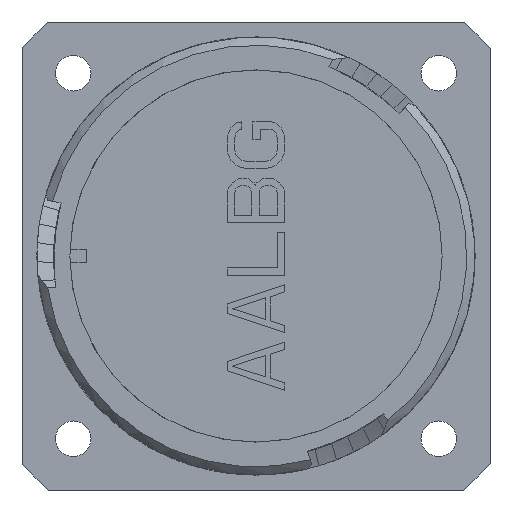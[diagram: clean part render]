
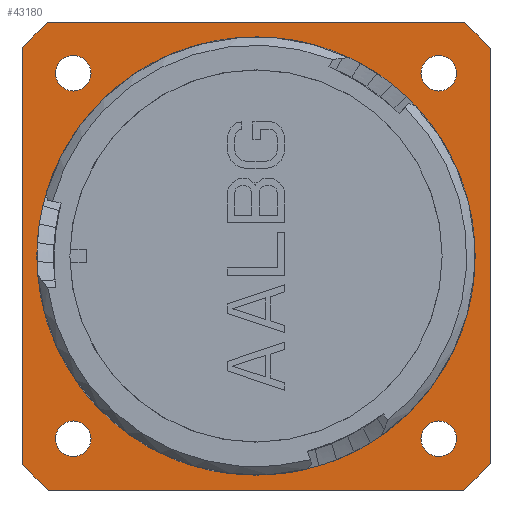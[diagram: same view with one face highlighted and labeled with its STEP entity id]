
A CAD part, left-side view. The second image highlights one B-rep face of the part: STEP entity #43180.
In plain terms, the highlighted planar face has unit normal (-1, 0, 0).
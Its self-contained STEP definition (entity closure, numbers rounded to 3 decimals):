
#593=CARTESIAN_POINT('',(24.05,0.,0.));
#594=DIRECTION('',(1.,0.,0.));
#595=DIRECTION('',(0.,1.,0.));
#596=AXIS2_PLACEMENT_3D('',#593,#594,#595);
#1603=CARTESIAN_POINT('',(24.05,0.,0.));
#1604=DIRECTION('',(-1.,0.,0.));
#1605=DIRECTION('',(0.,1.,0.));
#1606=AXIS2_PLACEMENT_3D('',#1603,#1604,#1605);
#2947=DIRECTION('',(0.,0.,1.));
#2948=VECTOR('',#2947,50.571);
#2949=CARTESIAN_POINT('',(24.05,28.5,-25.286));
#2950=LINE('3752',#2949,#2948);
#2951=CARTESIAN_POINT('',(24.05,0.,0.));
#2952=DIRECTION('',(1.,0.,0.));
#2953=DIRECTION('',(0.,0.748,0.664));
#2954=AXIS2_PLACEMENT_3D('',#2951,#2952,#2953);
#2956=DIRECTION('',(0.,-1.,0.));
#2957=VECTOR('',#2956,50.571);
#2958=CARTESIAN_POINT('',(24.05,25.286,28.5));
#2959=LINE('3131',#2958,#2957);
#2960=CARTESIAN_POINT('',(24.05,0.,0.));
#2961=DIRECTION('',(1.,0.,0.));
#2962=DIRECTION('',(0.,-0.664,0.748));
#2963=AXIS2_PLACEMENT_3D('',#2960,#2961,#2962);
#2965=DIRECTION('',(0.,0.,-1.));
#2966=VECTOR('',#2965,50.571);
#2967=CARTESIAN_POINT('',(24.05,-28.5,25.286));
#2968=LINE('3130',#2967,#2966);
#2969=CARTESIAN_POINT('',(24.05,0.,0.));
#2970=DIRECTION('',(-1.,0.,0.));
#2971=DIRECTION('',(0.,-0.664,-0.748));
#2972=AXIS2_PLACEMENT_3D('',#2969,#2970,#2971);
#2974=DIRECTION('',(0.,1.,0.));
#2975=VECTOR('',#2974,50.571);
#2976=CARTESIAN_POINT('',(24.05,-25.286,-28.5));
#2977=LINE('3129',#2976,#2975);
#2978=CARTESIAN_POINT('',(24.05,0.,0.));
#2979=DIRECTION('',(-1.,0.,0.));
#2980=DIRECTION('',(0.,0.748,-0.664));
#2981=AXIS2_PLACEMENT_3D('',#2978,#2979,#2980);
#2983=CARTESIAN_POINT('',(24.05,22.25,-22.25));
#2984=DIRECTION('',(1.,0.,0.));
#2985=DIRECTION('',(0.,0.,-1.));
#2986=AXIS2_PLACEMENT_3D('',#2983,#2984,#2985);
#2988=CARTESIAN_POINT('',(24.05,22.25,-22.25));
#2989=DIRECTION('',(1.,0.,0.));
#2990=DIRECTION('',(0.,0.,1.));
#2991=AXIS2_PLACEMENT_3D('',#2988,#2989,#2990);
#2993=CARTESIAN_POINT('',(24.05,22.25,22.25));
#2994=DIRECTION('',(1.,0.,0.));
#2995=DIRECTION('',(0.,0.,-1.));
#2996=AXIS2_PLACEMENT_3D('',#2993,#2994,#2995);
#2998=CARTESIAN_POINT('',(24.05,22.25,22.25));
#2999=DIRECTION('',(1.,0.,0.));
#3000=DIRECTION('',(0.,0.,1.));
#3001=AXIS2_PLACEMENT_3D('',#2998,#2999,#3000);
#3003=CARTESIAN_POINT('',(24.05,-22.25,22.25));
#3004=DIRECTION('',(1.,0.,0.));
#3005=DIRECTION('',(0.,0.,-1.));
#3006=AXIS2_PLACEMENT_3D('',#3003,#3004,#3005);
#3008=CARTESIAN_POINT('',(24.05,-22.25,22.25));
#3009=DIRECTION('',(1.,0.,0.));
#3010=DIRECTION('',(0.,0.,1.));
#3011=AXIS2_PLACEMENT_3D('',#3008,#3009,#3010);
#3013=CARTESIAN_POINT('',(24.05,-22.25,-22.25));
#3014=DIRECTION('',(1.,0.,0.));
#3015=DIRECTION('',(0.,0.,-1.));
#3016=AXIS2_PLACEMENT_3D('',#3013,#3014,#3015);
#3018=CARTESIAN_POINT('',(24.05,-22.25,-22.25));
#3019=DIRECTION('',(1.,0.,0.));
#3020=DIRECTION('',(0.,0.,1.));
#3021=AXIS2_PLACEMENT_3D('',#3018,#3019,#3020);
#31584=CARTESIAN_POINT('',(24.05,26.68,0.));
#31585=CARTESIAN_POINT('',(24.05,-26.68,0.));
#31586=VERTEX_POINT('',#31584);
#31587=VERTEX_POINT('',#31585);
#31600=CARTESIAN_POINT('',(24.05,-25.286,-28.5));
#31601=CARTESIAN_POINT('',(24.05,25.286,-28.5));
#31602=VERTEX_POINT('',#31600);
#31603=VERTEX_POINT('',#31601);
#31604=CARTESIAN_POINT('',(24.05,-28.5,25.286));
#31605=CARTESIAN_POINT('',(24.05,-28.5,-25.286));
#31606=VERTEX_POINT('',#31604);
#31607=VERTEX_POINT('',#31605);
#31608=CARTESIAN_POINT('',(24.05,25.286,28.5));
#31609=CARTESIAN_POINT('',(24.05,-25.286,28.5));
#31610=VERTEX_POINT('',#31608);
#31611=VERTEX_POINT('',#31609);
#31735=CARTESIAN_POINT('',(24.05,22.25,-24.41));
#31736=CARTESIAN_POINT('',(24.05,22.25,-20.09));
#31737=VERTEX_POINT('',#31735);
#31738=VERTEX_POINT('',#31736);
#31739=CARTESIAN_POINT('',(24.05,22.25,20.09));
#31740=CARTESIAN_POINT('',(24.05,22.25,24.41));
#31741=VERTEX_POINT('',#31739);
#31742=VERTEX_POINT('',#31740);
#31743=CARTESIAN_POINT('',(24.05,-22.25,20.09));
#31744=CARTESIAN_POINT('',(24.05,-22.25,24.41));
#31745=VERTEX_POINT('',#31743);
#31746=VERTEX_POINT('',#31744);
#31747=CARTESIAN_POINT('',(24.05,-22.25,-24.41));
#31748=CARTESIAN_POINT('',(24.05,-22.25,-20.09));
#31749=VERTEX_POINT('',#31747);
#31750=VERTEX_POINT('',#31748);
#31751=CARTESIAN_POINT('',(24.05,28.5,25.286));
#31753=VERTEX_POINT('',#31751);
#31755=CARTESIAN_POINT('',(24.05,28.5,-25.286));
#31757=VERTEX_POINT('',#31755);
#43129=CARTESIAN_POINT('',(24.05,0.,0.));
#43130=DIRECTION('',(1.,0.,0.));
#43131=DIRECTION('',(0.,-1.,0.));
#43132=AXIS2_PLACEMENT_3D('',#43129,#43130,#43131);
#43133=PLANE('249',#43132);
#43135=ORIENTED_EDGE('3752',*,*,#43134,.T.);
#43137=ORIENTED_EDGE('3280',*,*,#43136,.T.);
#43139=ORIENTED_EDGE('3131',*,*,#43138,.T.);
#43141=ORIENTED_EDGE('3281',*,*,#43140,.T.);
#43143=ORIENTED_EDGE('3130',*,*,#43142,.T.);
#43145=ORIENTED_EDGE('3285',*,*,#43144,.F.);
#43147=ORIENTED_EDGE('3129',*,*,#43146,.T.);
#43149=ORIENTED_EDGE('3284',*,*,#43148,.F.);
#43150=EDGE_LOOP('249',(#43135,#43137,#43139,#43141,#43143,#43145,#43147,
#43149));
#43151=FACE_OUTER_BOUND('249',#43150,.F.);
#43152=ORIENTED_EDGE('3125',*,*,#40018,.T.);
#43153=ORIENTED_EDGE('3124',*,*,#37695,.F.);
#43154=EDGE_LOOP('249',(#43152,#43153));
#43155=FACE_BOUND('249',#43154,.F.);
#43157=ORIENTED_EDGE('3252',*,*,#43156,.F.);
#43159=ORIENTED_EDGE('3253',*,*,#43158,.F.);
#43160=EDGE_LOOP('249',(#43157,#43159));
#43161=FACE_BOUND('249',#43160,.F.);
#43163=ORIENTED_EDGE('3254',*,*,#43162,.F.);
#43165=ORIENTED_EDGE('3255',*,*,#43164,.F.);
#43166=EDGE_LOOP('249',(#43163,#43165));
#43167=FACE_BOUND('249',#43166,.F.);
#43169=ORIENTED_EDGE('3256',*,*,#43168,.F.);
#43171=ORIENTED_EDGE('3257',*,*,#43170,.F.);
#43172=EDGE_LOOP('249',(#43169,#43171));
#43173=FACE_BOUND('249',#43172,.F.);
#43175=ORIENTED_EDGE('3258',*,*,#43174,.F.);
#43177=ORIENTED_EDGE('3259',*,*,#43176,.F.);
#43178=EDGE_LOOP('249',(#43175,#43177));
#43179=FACE_BOUND('249',#43178,.F.);
#597=CIRCLE('3124',#596,26.68);
#1607=CIRCLE('3125',#1606,26.68);
#2955=CIRCLE('3280',#2954,38.1);
#2964=CIRCLE('3281',#2963,38.1);
#2973=CIRCLE('3285',#2972,38.1);
#2982=CIRCLE('3284',#2981,38.1);
#2987=CIRCLE('3252',#2986,2.16);
#2992=CIRCLE('3253',#2991,2.16);
#2997=CIRCLE('3254',#2996,2.16);
#3002=CIRCLE('3255',#3001,2.16);
#3007=CIRCLE('3256',#3006,2.16);
#3012=CIRCLE('3257',#3011,2.16);
#3017=CIRCLE('3258',#3016,2.16);
#3022=CIRCLE('3259',#3021,2.16);
#37695=EDGE_CURVE('3124',#31586,#31587,#597,.T.);
#40018=EDGE_CURVE('3125',#31586,#31587,#1607,.T.);
#43134=EDGE_CURVE('3752',#31757,#31753,#2950,.T.);
#43136=EDGE_CURVE('3280',#31753,#31610,#2955,.T.);
#43138=EDGE_CURVE('3131',#31610,#31611,#2959,.T.);
#43140=EDGE_CURVE('3281',#31611,#31606,#2964,.T.);
#43142=EDGE_CURVE('3130',#31606,#31607,#2968,.T.);
#43144=EDGE_CURVE('3285',#31602,#31607,#2973,.T.);
#43146=EDGE_CURVE('3129',#31602,#31603,#2977,.T.);
#43148=EDGE_CURVE('3284',#31757,#31603,#2982,.T.);
#43156=EDGE_CURVE('3252',#31737,#31738,#2987,.T.);
#43158=EDGE_CURVE('3253',#31738,#31737,#2992,.T.);
#43162=EDGE_CURVE('3254',#31741,#31742,#2997,.T.);
#43164=EDGE_CURVE('3255',#31742,#31741,#3002,.T.);
#43168=EDGE_CURVE('3256',#31745,#31746,#3007,.T.);
#43170=EDGE_CURVE('3257',#31746,#31745,#3012,.T.);
#43174=EDGE_CURVE('3258',#31749,#31750,#3017,.T.);
#43176=EDGE_CURVE('3259',#31750,#31749,#3022,.T.);
#43180=ADVANCED_FACE('249',(#43151,#43155,#43161,#43167,#43173,#43179),#43133,
.F.);
